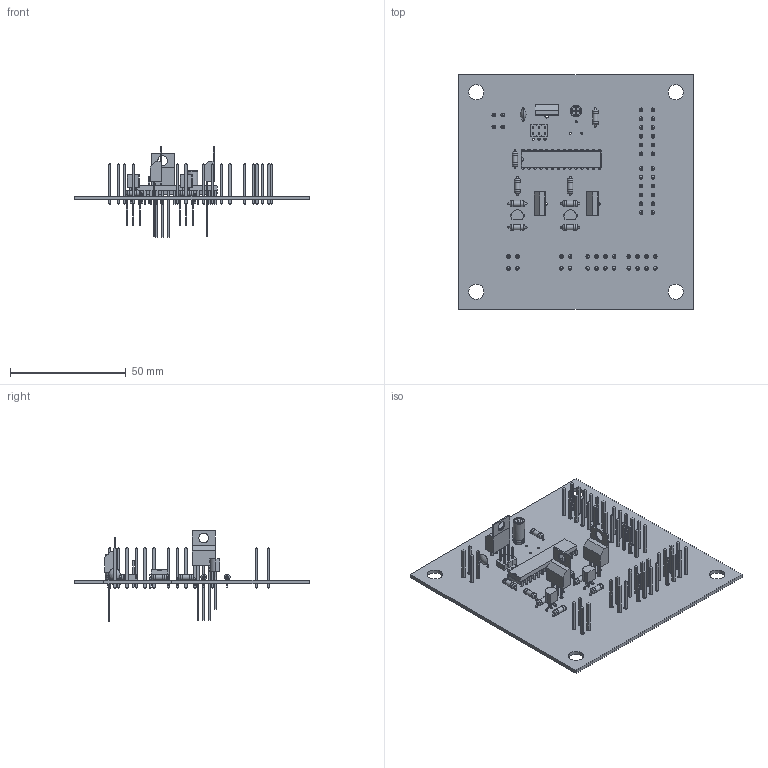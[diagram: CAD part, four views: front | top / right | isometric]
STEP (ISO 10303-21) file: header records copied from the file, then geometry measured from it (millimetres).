
FILE_DESCRIPTION(('KiCad electronic assembly'),'2;1');
FILE_NAME('Scheinwerfer_Dirk.step','2022-06-30T12:41:09',('An Author'),( 'A Company'),'Open CASCADE STEP processor 6.9', 'KiCad to STEP converter','Unknown');
FILE_SCHEMA(('AUTOMOTIVE_DESIGN { 1 0 10303 214 1 1 1 1 }'));
Length unit declared in the file: millimetre
Products named in the file (20): Open CASCADE STEP translator 6.9 1; ATMEGA328P-PU; COMPOUND; PinHeader_2x03_P2.54mm_Vertical; SOLID; BC547ATA; IRFZ44n; R_Axial_DIN0207_L6.3mm_D2.5mm_P7.62mm_Horizontal; LM317BTG; 1704994; C_Radial_D5.0mm_H11.0mm_P2.00mm; C_Disc_D5.0mm_W2.5mm_P5.00mm
Assembly tree (53 placements, depth 3):
  Open CASCADE STEP translator 6.9 1
    ATMEGA328P-PU
      COMPOUND
    PinHeader_2x03_P2.54mm_Vertical
      SOLID
    BC547ATA  x2
      COMPOUND
    IRFZ44n  x2
      COMPOUND
    R_Axial_DIN0207_L6.3mm_D2.5mm_P7.62mm_Horizontal  x8
      SOLID
    LM317BTG
      COMPOUND
    1704994  x26
      COMPOUND
    C_Radial_D5.0mm_H11.0mm_P2.00mm
      SOLID
    C_Disc_D5.0mm_W2.5mm_P5.00mm
      SOLID
    COMPOUND
Bounding box: 101.6 x 101.6 x 39.19 mm (x, y, z)
Volume: 20069.1 mm3; surface area: 29969 mm2
Topology: 116 solids, 117 shells, 1791 faces, 3950 edges, 2441 vertices
Faces by surface type: plane 1514, cylinder 236, torus 33, revolution 4, bspline 2, sphere 2
Full cylindrical faces by diameter (mm): 0.4 x2, 0.5 x4, 0.6 x16, 0.733 x28, 0.8 x20, 0.9 x3, 0.94 x6, 1 x6, 1.29 x3, 1.38 x6, 1.5 x3, 1.6 x52, 2.25 x8, 2.5 x16, 3.5 x3, 4.147 x1, 4.233 x2, 5 x2, 6.604 x3, 6.624 x1
Entity records: 59262 total; most frequent: CARTESIAN_POINT 11681, DIRECTION 8679, LINE 5677, VECTOR 5677, ORIENTED_EDGE 4334, PCURVE 4334, DEFINITIONAL_REPRESENTATION 4334, EDGE_CURVE 2167
